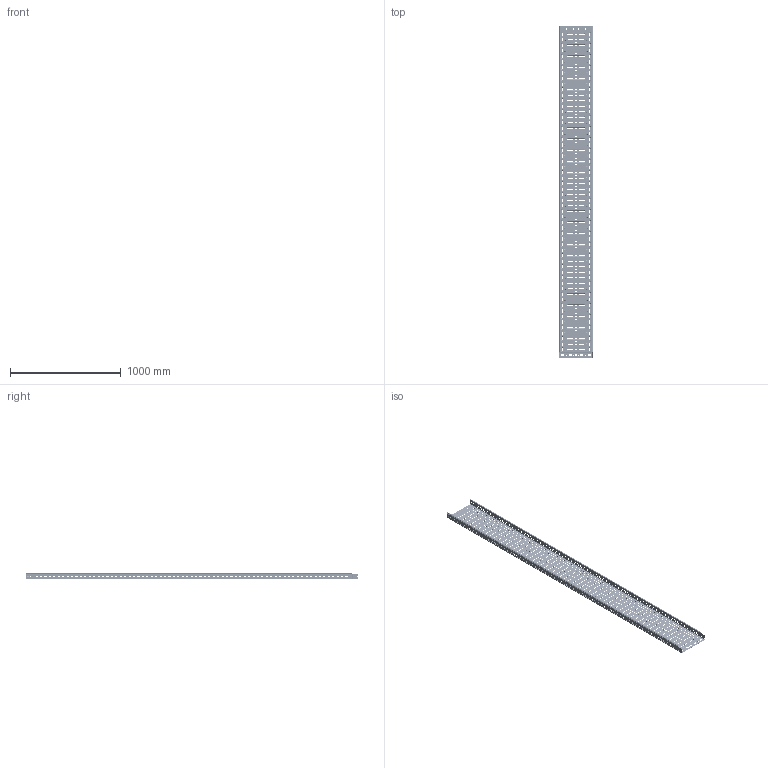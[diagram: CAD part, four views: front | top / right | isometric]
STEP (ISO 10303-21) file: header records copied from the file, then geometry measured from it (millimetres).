
FILE_DESCRIPTION(/* description */ (''),/* implementation_level */ '2;1');
FILE_NAME(/* name */ 'KFL300H60_3.stp',/* time_stamp */ '2020-03-24T12:18:48+01:00',/* author */ ('stanislaw.luczak'),/* organization */ (''),/* preprocessor_version */ 'ST-DEVELOPER v18',/* originating_system */ 'Autodesk Inventor 2020',/* authorisation */ '');
FILE_SCHEMA (('AUTOMOTIVE_DESIGN { 1 0 10303 214 3 1 1 }'));
Products named in the file (1): KFJ300H60_3
Bounding box: 305.6 x 3000 x 61.37 mm (x, y, z)
Volume: 837841 mm3; surface area: 2387363.2 mm2
Topology: 1 solids, 1 shells, 12917 faces, 31261 edges, 19122 vertices
Faces by surface type: plane 4817, cylinder 4636, torus 2310, cone 1152, bspline 2
Full cylindrical faces by diameter (mm): 11 x42
Entity records: 378868 total; most frequent: DIRECTION 70715, CARTESIAN_POINT 63485, ORIENTED_EDGE 62514, EDGE_CURVE 31257, AXIS2_PLACEMENT_3D 26562, VERTEX_POINT 19114, LINE 17591, VECTOR 17591
